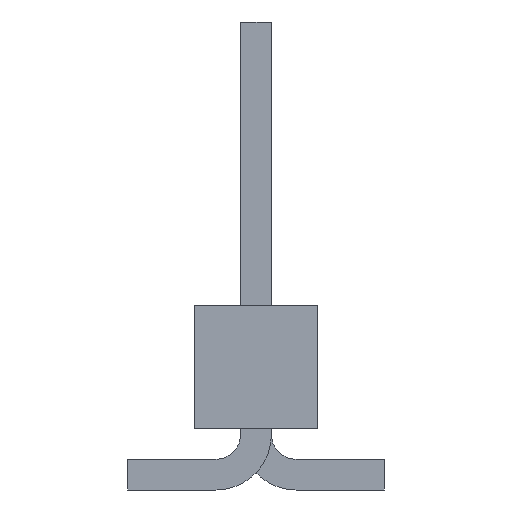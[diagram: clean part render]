
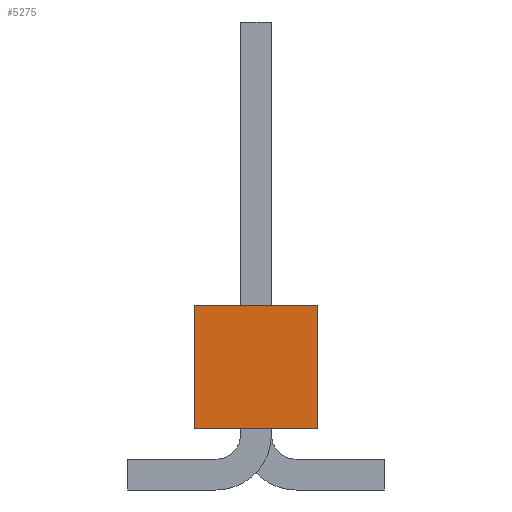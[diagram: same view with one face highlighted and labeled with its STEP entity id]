
A CAD part, left-side view. The second image highlights one B-rep face of the part: STEP entity #5275.
In plain terms, the highlighted planar face has unit normal (-1, 0, 0).
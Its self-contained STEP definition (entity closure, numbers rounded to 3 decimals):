
#814 = VERTEX_POINT('',#815);
#815 = CARTESIAN_POINT('',(-27.94,1.27,-1.27));
#821 = EDGE_CURVE('',#814,#822,#824,.T.);
#822 = VERTEX_POINT('',#823);
#823 = CARTESIAN_POINT('',(-27.94,1.27,1.27));
#824 = LINE('',#825,#826);
#825 = CARTESIAN_POINT('',(-27.94,1.27,-1.27));
#826 = VECTOR('',#827,1.);
#827 = DIRECTION('',(0.,0.,1.));
#4282 = VERTEX_POINT('',#4283);
#4283 = CARTESIAN_POINT('',(-27.94,-1.27,1.27));
#4289 = EDGE_CURVE('',#4290,#4282,#4292,.T.);
#4290 = VERTEX_POINT('',#4291);
#4291 = CARTESIAN_POINT('',(-27.94,-1.27,-1.27));
#4292 = LINE('',#4293,#4294);
#4293 = CARTESIAN_POINT('',(-27.94,-1.27,-1.27));
#4294 = VECTOR('',#4295,1.);
#4295 = DIRECTION('',(0.,0.,1.));
#4318 = EDGE_CURVE('',#814,#4290,#4319,.T.);
#4319 = LINE('',#4320,#4321);
#4320 = CARTESIAN_POINT('',(-27.94,1.27,-1.27));
#4321 = VECTOR('',#4322,1.);
#4322 = DIRECTION('',(0.,-1.,0.));
#5264 = EDGE_CURVE('',#822,#4282,#5265,.T.);
#5265 = LINE('',#5266,#5267);
#5266 = CARTESIAN_POINT('',(-27.94,1.27,1.27));
#5267 = VECTOR('',#5268,1.);
#5268 = DIRECTION('',(0.,-1.,0.));
#5275 = ADVANCED_FACE('',(#5276),#5282,.F.);
#5276 = FACE_BOUND('',#5277,.T.);
#5277 = EDGE_LOOP('',(#5278,#5279,#5280,#5281));
#5278 = ORIENTED_EDGE('',*,*,#4289,.T.);
#5279 = ORIENTED_EDGE('',*,*,#5264,.F.);
#5280 = ORIENTED_EDGE('',*,*,#821,.F.);
#5281 = ORIENTED_EDGE('',*,*,#4318,.T.);
#5282 = PLANE('',#5283);
#5283 = AXIS2_PLACEMENT_3D('',#5284,#5285,#5286);
#5284 = CARTESIAN_POINT('',(-27.94,1.27,-1.27));
#5285 = DIRECTION('',(1.,0.,0.));
#5286 = DIRECTION('',(0.,0.,-1.));
